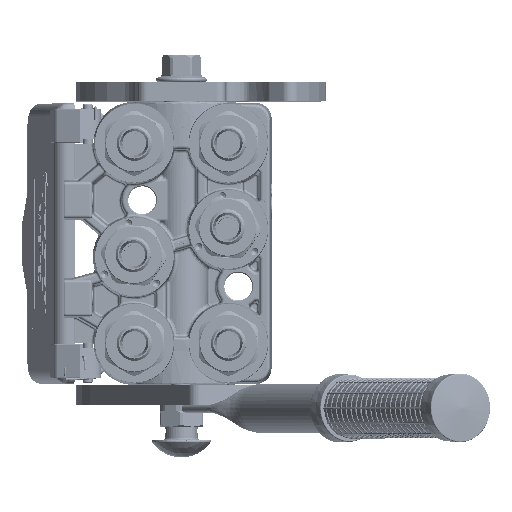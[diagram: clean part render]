
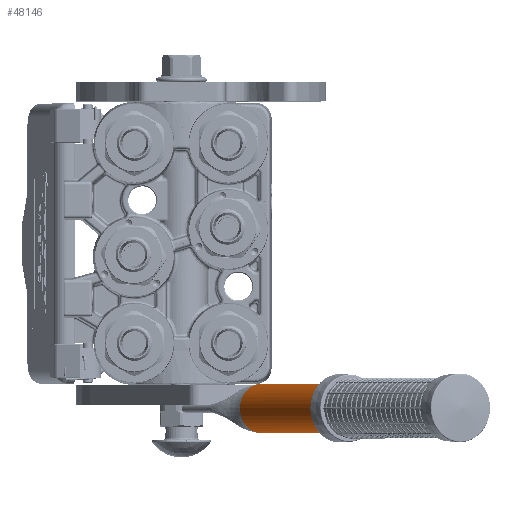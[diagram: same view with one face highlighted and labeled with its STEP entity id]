
A CAD part, top view. The second image highlights one B-rep face of the part: STEP entity #48146.
In plain terms, the highlighted cylindrical face has radius 12.5 mm (diameter 25 mm), a partial arc.
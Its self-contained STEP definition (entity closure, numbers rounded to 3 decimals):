
#249 = CIRCLE ( 'NONE', #214923, 12.5 ) ;
#563 = CARTESIAN_POINT ( 'NONE',  ( -12.466, 0.127, 0.927 ) ) ;
#1435 = CARTESIAN_POINT ( 'NONE',  ( -12.467, 0.131, 0.91 ) ) ;
#4785 = CARTESIAN_POINT ( 'NONE',  ( 12.482, 0.182, 0.665 ) ) ;
#5651 = CARTESIAN_POINT ( 'NONE',  ( 12.499, 0.235, 0.221 ) ) ;
#6164 = EDGE_CURVE ( 'NONE', #122880, #8964, #184790, .T. ) ;
#8964 = VERTEX_POINT ( 'NONE', #238179 ) ;
#9590 = DIRECTION ( 'NONE',  ( 0., 1., 0. ) ) ;
#10619 = AXIS2_PLACEMENT_3D ( 'NONE', #36748, #235101, #175775 ) ;
#16344 = VERTEX_POINT ( 'NONE', #163312 ) ;
#23759 = CIRCLE ( 'NONE', #220424, 12.5 ) ;
#23971 = CARTESIAN_POINT ( 'NONE',  ( 12.5, 0.24, 0. ) ) ;
#25754 = CARTESIAN_POINT ( 'NONE',  ( 12.5, 0.24, 0. ) ) ;
#28150 = CARTESIAN_POINT ( 'NONE',  ( -12.426, 0., 1.36 ) ) ;
#32598 = EDGE_CURVE ( 'NONE', #178254, #182790, #126600, .T. ) ;
#36748 = CARTESIAN_POINT ( 'NONE',  ( 0., 0., 0. ) ) ;
#40579 = CARTESIAN_POINT ( 'NONE',  ( -12.479, 0.172, 0.721 ) ) ;
#42314 = CARTESIAN_POINT ( 'NONE',  ( -12.426, 0., 1.36 ) ) ;
#44233 = EDGE_CURVE ( 'NONE', #182790, #16344, #23759, .T. ) ;
#45687 = CARTESIAN_POINT ( 'NONE',  ( 12.484, 0.186, 0.638 ) ) ;
#47165 = DIRECTION ( 'NONE',  ( 0., 1., 0. ) ) ;
#48146 = ADVANCED_FACE ( 'NONE', ( #199647 ), #68903, .T. ) ;
#48618 = EDGE_CURVE ( 'NONE', #187739, #234170, #249, .T. ) ;
#63758 = ORIENTED_EDGE ( 'NONE', *, *, #48618, .T. ) ;
#65718 = DIRECTION ( 'NONE',  ( 0., 1., 0. ) ) ;
#68903 = CYLINDRICAL_SURFACE ( 'NONE', #154013, 12.5 ) ;
#69598 = CARTESIAN_POINT ( 'NONE',  ( 0., 198., 0. ) ) ;
#80561 = CARTESIAN_POINT ( 'NONE',  ( -12.461, 0.114, 0.981 ) ) ;
#82958 = VECTOR ( 'NONE', #47165, 1000. ) ;
#83155 = CARTESIAN_POINT ( 'NONE',  ( -12.474, 0.155, 0.804 ) ) ;
#84798 = CARTESIAN_POINT ( 'NONE',  ( 12.5, 0.24, 0.108 ) ) ;
#94877 = CARTESIAN_POINT ( 'NONE',  ( -12.5, 0.24, 0. ) ) ;
#98881 = CARTESIAN_POINT ( 'NONE',  ( -12.494, 0.221, 0.449 ) ) ;
#101378 = CARTESIAN_POINT ( 'NONE',  ( 12.492, 0.214, 0.452 ) ) ;
#102226 = CARTESIAN_POINT ( 'NONE',  ( 12.488, 0.202, 0.541 ) ) ;
#102695 = EDGE_CURVE ( 'NONE', #234170, #8964, #106728, .T. ) ;
#103072 = CARTESIAN_POINT ( 'NONE',  ( 12.482, 0.18, 0.676 ) ) ;
#106728 = CIRCLE ( 'NONE', #10619, 12.5 ) ;
#107440 = ORIENTED_EDGE ( 'NONE', *, *, #211139, .T. ) ;
#109228 = VECTOR ( 'NONE', #65718, 1000. ) ;
#110824 = B_SPLINE_CURVE_WITH_KNOTS ( 'NONE', 3,
 ( #42314, #198858, #182224, #80561, #179654, #563, #202281, #1435, #201437, #141366, #83155, #199702, #40579, #98881, #158807, #220615 ),
 .UNSPECIFIED., .F., .F.,
 ( 4, 2, 1, 2, 2, 1, 2, 2, 4 ),
 ( 0., 0.25, 0.312, 0.328, 0.344, 0.375, 0.437, 0.5, 1. ),
 .UNSPECIFIED. ) ;
#117147 = CARTESIAN_POINT ( 'NONE',  ( 0., 0., 12.5 ) ) ;
#121164 = CARTESIAN_POINT ( 'NONE',  ( -12.5, 198., 0. ) ) ;
#121342 = CARTESIAN_POINT ( 'NONE',  ( 12.481, 0.178, 0.683 ) ) ;
#122880 = VERTEX_POINT ( 'NONE', #251583 ) ;
#126600 = LINE ( 'NONE', #167907, #82958 ) ;
#126801 = DIRECTION ( 'NONE',  ( -0.994, 0., 0.109 ) ) ;
#130335 = DIRECTION ( 'NONE',  ( 1., 0., 0. ) ) ;
#134116 = LINE ( 'NONE', #25754, #109228 ) ;
#141285 = CARTESIAN_POINT ( 'NONE',  ( 12.426, 0., 1.36 ) ) ;
#141366 = CARTESIAN_POINT ( 'NONE',  ( -12.471, 0.146, 0.847 ) ) ;
#144732 = CARTESIAN_POINT ( 'NONE',  ( 12.494, 0.22, 0.394 ) ) ;
#149499 = CARTESIAN_POINT ( 'NONE',  ( 0., 0., 0. ) ) ;
#154013 = AXIS2_PLACEMENT_3D ( 'NONE', #149499, #209556, #130335 ) ;
#158807 = CARTESIAN_POINT ( 'NONE',  ( -12.5, 0.24, 0.216 ) ) ;
#162986 = CARTESIAN_POINT ( 'NONE',  ( 12.472, 0.146, 0.859 ) ) ;
#163312 = CARTESIAN_POINT ( 'NONE',  ( 12.5, 198., 0. ) ) ;
#165867 = CARTESIAN_POINT ( 'NONE',  ( 0., 0., 0. ) ) ;
#167907 = CARTESIAN_POINT ( 'NONE',  ( -12.5, 0.24, 0. ) ) ;
#175775 = DIRECTION ( 'NONE',  ( -0.994, 0., 0.109 ) ) ;
#178254 = VERTEX_POINT ( 'NONE', #94877 ) ;
#179005 = EDGE_CURVE ( 'NONE', #187739, #178254, #110824, .T. ) ;
#179654 = CARTESIAN_POINT ( 'NONE',  ( -12.464, 0.121, 0.953 ) ) ;
#182224 = CARTESIAN_POINT ( 'NONE',  ( -12.452, 0.083, 1.1 ) ) ;
#182790 = VERTEX_POINT ( 'NONE', #121164 ) ;
#183871 = CARTESIAN_POINT ( 'NONE',  ( 12.456, 0.096, 1.087 ) ) ;
#184243 = ORIENTED_EDGE ( 'NONE', *, *, #6164, .F. ) ;
#184340 = EDGE_LOOP ( 'NONE', ( #107440, #254740, #200195, #192856, #63758, #192617, #184243 ) ) ;
#184790 = B_SPLINE_CURVE_WITH_KNOTS ( 'NONE', 3,
 ( #23971, #84798, #5651, #144732, #101378, #102226, #241513, #45687, #4785, #103072, #121342, #242391, #162986, #183871, #141285 ),
 .UNSPECIFIED., .F., .F.,
 ( 4, 2, 2, 1, 1, 1, 2, 2, 4 ),
 ( 0., 0.25, 0.375, 0.437, 0.469, 0.484, 0.492, 0.5, 1. ),
 .UNSPECIFIED. ) ;
#187739 = VERTEX_POINT ( 'NONE', #28150 ) ;
#192617 = ORIENTED_EDGE ( 'NONE', *, *, #102695, .T. ) ;
#192856 = ORIENTED_EDGE ( 'NONE', *, *, #179005, .F. ) ;
#198858 = CARTESIAN_POINT ( 'NONE',  ( -12.441, 0.049, 1.219 ) ) ;
#199647 = FACE_OUTER_BOUND ( 'NONE', #184340, .T. ) ;
#199702 = CARTESIAN_POINT ( 'NONE',  ( -12.478, 0.167, 0.748 ) ) ;
#200195 = ORIENTED_EDGE ( 'NONE', *, *, #32598, .F. ) ;
#201437 = CARTESIAN_POINT ( 'NONE',  ( -12.468, 0.136, 0.889 ) ) ;
#202281 = CARTESIAN_POINT ( 'NONE',  ( -12.466, 0.13, 0.917 ) ) ;
#209556 = DIRECTION ( 'NONE',  ( 0., -1., 0. ) ) ;
#211139 = EDGE_CURVE ( 'NONE', #122880, #16344, #134116, .T. ) ;
#214923 = AXIS2_PLACEMENT_3D ( 'NONE', #165867, #248670, #126801 ) ;
#220424 = AXIS2_PLACEMENT_3D ( 'NONE', #69598, #9590, #228791 ) ;
#220615 = CARTESIAN_POINT ( 'NONE',  ( -12.5, 0.24, 0. ) ) ;
#228791 = DIRECTION ( 'NONE',  ( -1., 0., 0. ) ) ;
#234170 = VERTEX_POINT ( 'NONE', #117147 ) ;
#235101 = DIRECTION ( 'NONE',  ( 0., 1., 0. ) ) ;
#238179 = CARTESIAN_POINT ( 'NONE',  ( 12.426, 0., 1.36 ) ) ;
#241513 = CARTESIAN_POINT ( 'NONE',  ( 12.486, 0.195, 0.586 ) ) ;
#242391 = CARTESIAN_POINT ( 'NONE',  ( 12.481, 0.178, 0.688 ) ) ;
#248670 = DIRECTION ( 'NONE',  ( 0., 1., 0. ) ) ;
#251583 = CARTESIAN_POINT ( 'NONE',  ( 12.5, 0.24, 0. ) ) ;
#254740 = ORIENTED_EDGE ( 'NONE', *, *, #44233, .F. ) ;
